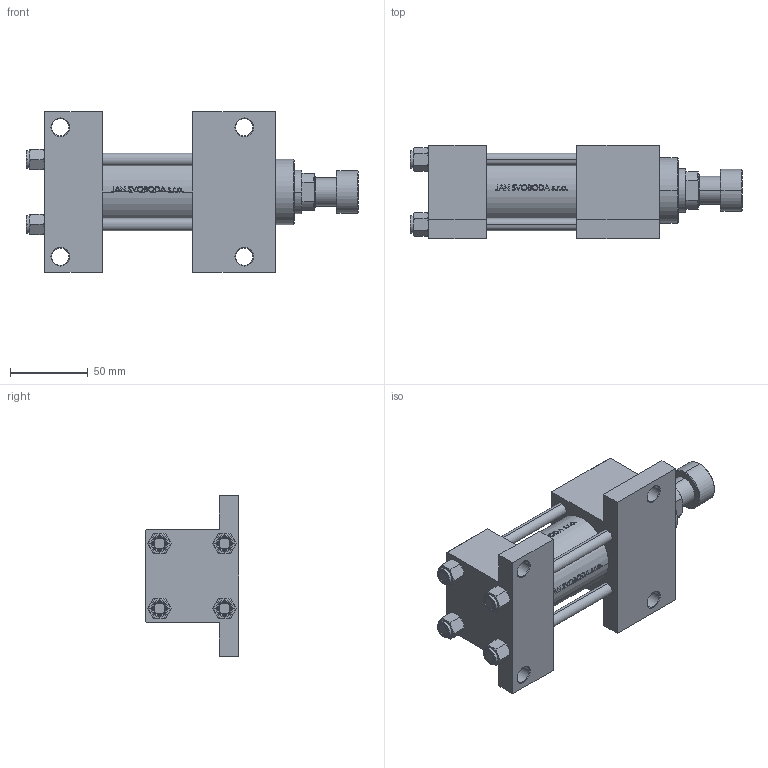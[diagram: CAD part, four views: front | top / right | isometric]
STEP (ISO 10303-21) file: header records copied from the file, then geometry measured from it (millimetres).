
FILE_DESCRIPTION (( 'STEP AP203' ), '1' );
FILE_NAME ('c79b.STEP', '2023-08-23T03:40:17', ( '' ), ( '' ), 'SwSTEP 2.0', 'SolidWorks 2019', '' );
FILE_SCHEMA (( 'CONFIG_CONTROL_DESIGN' ));
Length unit declared in the file: millimetre
Products named in the file (7): V215_VC_A af64be2fc65f038e820d7d268f655173; V215CR_G_Body af64be2fc65f038e820d7d268f655173; NUT_M5_G af64be2fc65f038e820d7d268f655173; V215CR_ROD_END_F af64be2fc65f038e820d7d268f655173; V215CR_VCP_G af64be2fc65f038e820d7d268f655173; c79b; V215CR_G_TYCINKA af64be2fc65f038e820d7d268f655173
Assembly tree (12 placements, depth 2):
  c79b
    V215CR_G_Body af64be2fc65f038e820d7d268f655173
    V215CR_VCP_G af64be2fc65f038e820d7d268f655173
    V215CR_G_TYCINKA af64be2fc65f038e820d7d268f655173  x4
    NUT_M5_G af64be2fc65f038e820d7d268f655173  x4
    V215_VC_A af64be2fc65f038e820d7d268f655173
    V215CR_ROD_END_F af64be2fc65f038e820d7d268f655173
Bounding box: 213 x 60 x 103 mm (x, y, z)
Volume: 483730.9 mm3; surface area: 123432.9 mm2
Topology: 12 solids, 12 shells, 1104 faces, 2785 edges, 1787 vertices
Faces by surface type: plane 436, bspline 380, cone 146, cylinder 130, torus 12
Entity records: 47992 total; most frequent: CARTESIAN_POINT 25962, ORIENTED_EDGE 5062, DIRECTION 3121, EDGE_CURVE 2531, VERTEX_POINT 1643, LINE 1301, VECTOR 1301, EDGE_LOOP 1086
